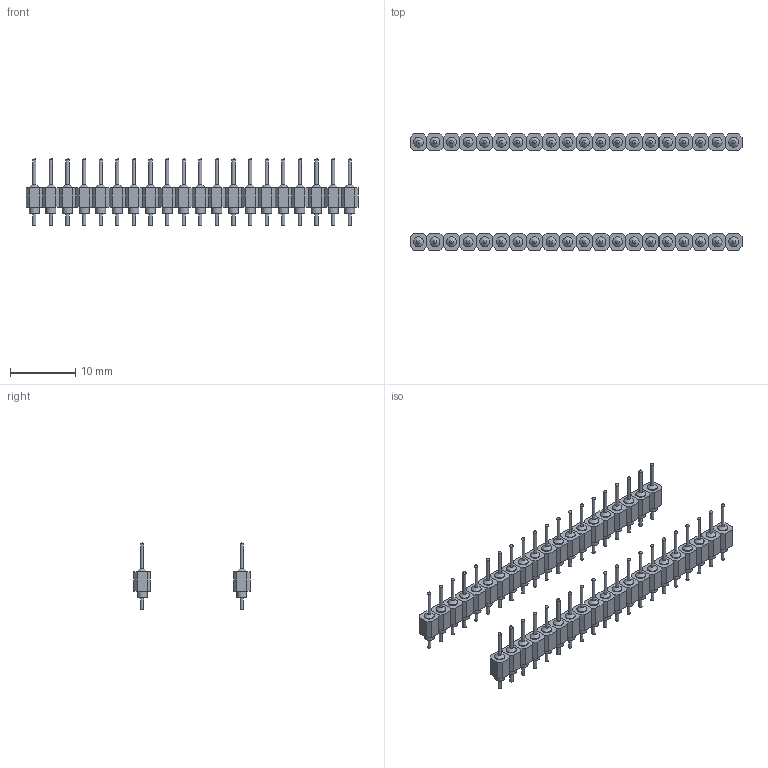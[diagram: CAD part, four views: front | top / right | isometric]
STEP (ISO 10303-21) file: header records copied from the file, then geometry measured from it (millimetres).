
FILE_DESCRIPTION(('FreeCAD Model'),'2;1');
FILE_NAME('Open CASCADE Shape Model','2023-09-02T01:59:25',(''),(''), 'Open CASCADE STEP processor 7.6','FreeCAD','Unknown');
FILE_SCHEMA(('AUTOMOTIVE_DESIGN { 1 0 10303 214 1 1 1 1 }'));
Length unit declared in the file: millimetre
Products named in the file (2): Array001; round_pin_2.54
Assembly tree (40 placements, depth 2):
  Array001
    round_pin_2.54  x40
Bounding box: 50.8 x 17.78 x 10.3 mm (x, y, z)
Volume: 850.5 mm3; surface area: 2136.3 mm2
Topology: 40 solids, 40 shells, 720 faces, 1560 edges, 1000 vertices
Faces by surface type: plane 480, cylinder 160, cone 40, sphere 40
Full cylindrical faces by diameter (mm): 0.5 x80, 1.5 x80
Entity records: 963 total; most frequent: DIRECTION 165, CARTESIAN_POINT 122, ORIENTED_EDGE 76, AXIS2_PLACEMENT_3D 68, PRODUCT_DEFINITION_SHAPE 42, CONTEXT_DEPENDENT_SHAPE_REPRESENTATION 40, ITEM_DEFINED_TRANSFORMATION 40, NEXT_ASSEMBLY_USAGE_OCCURRENCE 40
